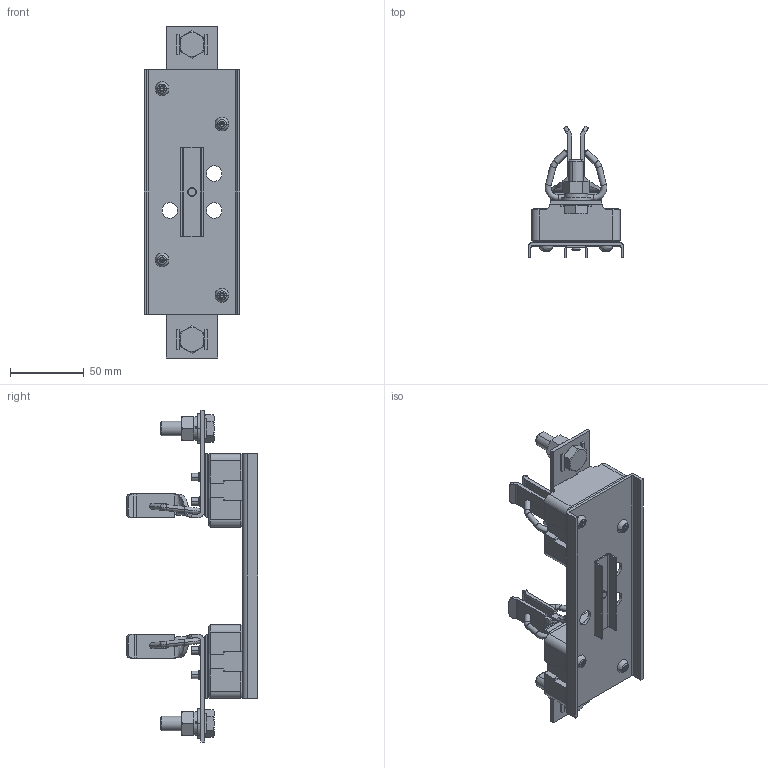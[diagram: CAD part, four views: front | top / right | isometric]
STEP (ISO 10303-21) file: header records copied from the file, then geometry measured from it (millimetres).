
FILE_DESCRIPTION((''),'2;1');
FILE_NAME('PK2_004122024_ASM_1_ASM','2023-08-25T10:09:45',('klemen.sitar'),('Audax d.o.o.'),'CREO PARAMETRIC BY PTC INC, 2021304','CREO PARAMETRIC BY PTC INC, 2021304','');
FILE_SCHEMA(('AP242_MANAGED_MODEL_BASED_3D_ENGINEERING_MIM_LF { 1 0 10303 442 1 1 4 }'));
Length unit declared in the file: millimetre
Products named in the file (18): 0000033906_AF0_1_1; 0000032892_AF0_3_1; 0000034006_ASM_1_ASM_1_ASM; 0000038658_3_1; 0000038453_1_1; 0000038666_AF0_1_1; 0000038666_AF1_1_1; 0000032606_4_1; 0000044574_4_1; 0000032607_2_1; 0000032604_2_1; 0000032603_2_1; 0000032605_2_1; PRT9571_1_1; PRT9571_1_2; PRT9571_1_3; PRT9571_1_ASM; PK2_004122024_ASM_1_ASM
Assembly tree (29 placements, depth 3):
  PK2_004122024_ASM_1_ASM
    0000034006_ASM_1_ASM_1_ASM
      0000033906_AF0_1_1
      0000032892_AF0_3_1
    0000038658_3_1  x2
    0000038453_1_1  x2
    0000038666_AF0_1_1
    0000038666_AF1_1_1
    0000032606_4_1  x4
    0000044574_4_1  x4
    0000032607_2_1  x2
    0000032604_2_1  x2
    0000032603_2_1  x2
    0000032605_2_1  x2
    PRT9571_1_ASM
      PRT9571_1_1
      PRT9571_1_2
      PRT9571_1_3
Bounding box: 65 x 89 x 225 mm (x, y, z)
Volume: 192399.2 mm3; surface area: 94378 mm2
Topology: 27 solids, 45 shells, 1059 faces, 2746 edges, 1764 vertices
Faces by surface type: plane 509, cylinder 312, cone 144, torus 48, bspline 30, sphere 16
Entity records: 39193 total; most frequent: CARTESIAN_POINT 14529, DIRECTION 3296, ORIENTED_EDGE 2904, PRESENTATION_STYLE_ASSIGNMENT 1554, STYLED_ITEM 1554, CURVE_STYLE 1466, EDGE_CURVE 1466, AXIS2_PLACEMENT_3D 1252
